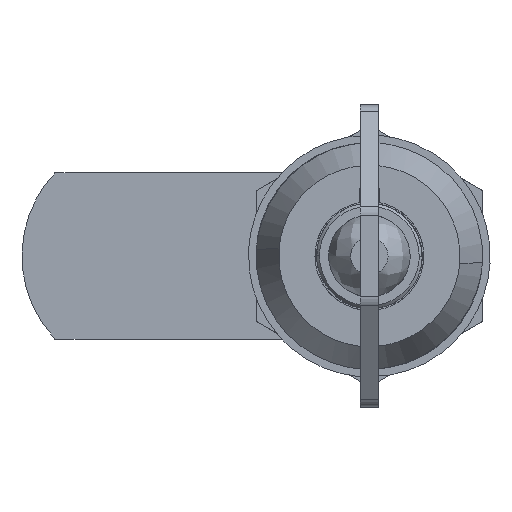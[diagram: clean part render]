
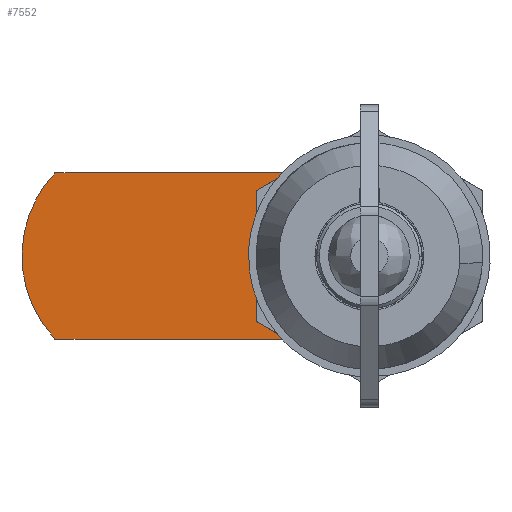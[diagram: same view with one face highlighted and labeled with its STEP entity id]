
A CAD part, front view. The second image highlights one B-rep face of the part: STEP entity #7552.
In plain terms, the highlighted free-form (B-spline) face has degree [1, 1] with [2, 2] control points.
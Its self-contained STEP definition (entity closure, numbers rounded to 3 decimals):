
#7312=CARTESIAN_POINT('',(1.7,14.0,-1.833));
#7313=VERTEX_POINT('',#7312);
#7314=CARTESIAN_POINT('',(-1.7,14.0,-1.833));
#7315=VERTEX_POINT('',#7314);
#7316=CARTESIAN_POINT('',(1.7,14.0,-1.833));
#7317=CARTESIAN_POINT('',(0.,14.,-3.41));
#7318=CARTESIAN_POINT('',(-1.7,14.0,-1.833));
#7326=(BOUNDED_CURVE()B_SPLINE_CURVE(2,(#7316,#7317,#7318),.UNSPECIFIED.,.F.,.U.)CURVE()GEOMETRIC_REPRESENTATION_ITEM()QUASI_UNIFORM_CURVE()RATIONAL_B_SPLINE_CURVE((1.0,0.733,1.0))REPRESENTATION_ITEM(''));
#7327=EDGE_CURVE('',#7313,#7315,#7326,.T.);
#7364=CARTESIAN_POINT('',(-1.7,14.0,1.833));
#7365=VERTEX_POINT('',#7364);
#7366=CARTESIAN_POINT('',(-1.7,14.0,-1.833));
#7367=CARTESIAN_POINT('',(-1.7,14.0,1.833));
#7368=QUASI_UNIFORM_CURVE('',1,(#7366,#7367),.UNSPECIFIED.,.F.,.U.);
#7369=EDGE_CURVE('',#7315,#7365,#7368,.T.);
#7401=CARTESIAN_POINT('',(1.7,14.0,1.833));
#7402=VERTEX_POINT('',#7401);
#7403=CARTESIAN_POINT('',(-1.7,14.0,1.833));
#7404=CARTESIAN_POINT('',(0.,14.0,3.41));
#7405=CARTESIAN_POINT('',(1.7,14.0,1.833));
#7413=(BOUNDED_CURVE()B_SPLINE_CURVE(2,(#7403,#7404,#7405),.UNSPECIFIED.,.F.,.U.)CURVE()GEOMETRIC_REPRESENTATION_ITEM()QUASI_UNIFORM_CURVE()RATIONAL_B_SPLINE_CURVE((1.0,0.733,1.0))REPRESENTATION_ITEM(''));
#7414=EDGE_CURVE('',#7365,#7402,#7413,.T.);
#7445=CARTESIAN_POINT('',(1.7,14.0,1.833));
#7446=CARTESIAN_POINT('',(1.7,14.0,-1.833));
#7447=QUASI_UNIFORM_CURVE('',1,(#7445,#7446),.UNSPECIFIED.,.F.,.U.);
#7448=EDGE_CURVE('',#7402,#7313,#7447,.T.);
#7460=CARTESIAN_POINT('',(6.528,14.0,6.049));
#7461=CARTESIAN_POINT('',(-24.405,14.0,6.049));
#7462=CARTESIAN_POINT('',(6.528,14.0,-6.049));
#7463=CARTESIAN_POINT('',(-24.405,14.0,-6.049));
#7464=B_SPLINE_SURFACE_WITH_KNOTS('',1,1,((#7460,#7462),(#7461,#7463)),.UNSPECIFIED.,.F.,.F.,.U.,(2,2),(2,2),(0.0,30.933),(0.0,12.099),.UNSPECIFIED.);
#7465=CARTESIAN_POINT('',(-2.,14.0,-5.5));
#7466=VERTEX_POINT('',#7465);
#7467=CARTESIAN_POINT('',(-20.809,14.0,-5.5));
#7468=VERTEX_POINT('',#7467);
#7469=CARTESIAN_POINT('',(-2.,14.0,-5.5));
#7470=CARTESIAN_POINT('',(-20.809,14.0,-5.5));
#7471=QUASI_UNIFORM_CURVE('',1,(#7469,#7470),.UNSPECIFIED.,.F.,.U.);
#7472=EDGE_CURVE('',#7466,#7468,#7471,.T.);
#7473=ORIENTED_EDGE('',*,*,#7472,.F.);
#7474=CARTESIAN_POINT('',(-2.,14.0,-4.031));
#7475=VERTEX_POINT('',#7474);
#7476=CARTESIAN_POINT('',(-2.,14.0,-4.031));
#7477=CARTESIAN_POINT('',(-2.,14.0,-5.5));
#7478=QUASI_UNIFORM_CURVE('',1,(#7476,#7477),.UNSPECIFIED.,.F.,.U.);
#7479=EDGE_CURVE('',#7475,#7466,#7478,.T.);
#7480=ORIENTED_EDGE('',*,*,#7479,.F.);
#7481=CARTESIAN_POINT('',(4.031,14.0,2.0));
#7482=VERTEX_POINT('',#7481);
#7483=CARTESIAN_POINT('',(4.031,14.0,2.0));
#7484=CARTESIAN_POINT('',(4.174,14.,1.712));
#7485=CARTESIAN_POINT('',(4.392,14.,1.12));
#7486=CARTESIAN_POINT('',(4.511,14.,0.306));
#7487=CARTESIAN_POINT('',(4.493,14.,-0.498));
#7488=CARTESIAN_POINT('',(4.349,14.,-1.262));
#7489=CARTESIAN_POINT('',(4.06,14.,-1.984));
#7490=CARTESIAN_POINT('',(3.67,14.,-2.637));
#7491=CARTESIAN_POINT('',(3.246,14.,-3.143));
#7492=CARTESIAN_POINT('',(2.684,14.,-3.634));
#7493=CARTESIAN_POINT('',(2.041,14.,-4.043));
#7494=CARTESIAN_POINT('',(1.124,14.,-4.4));
#7495=CARTESIAN_POINT('',(0.176,14.,-4.532));
#7496=CARTESIAN_POINT('',(-0.919,14.,-4.448));
#7497=CARTESIAN_POINT('',(-1.595,14.,-4.233));
#7498=CARTESIAN_POINT('',(-2.,14.0,-4.031));
#7499=B_SPLINE_CURVE_WITH_KNOTS('',3,(#7483,#7484,#7485,#7486,#7487,#7488,#7489,#7490,#7491,#7492,#7493,#7494,#7495,#7496,#7497,#7498),.UNSPECIFIED.,.F.,.U.,(4,1,1,1,1,1,1,1,1,1,1,1,1,4),(0.,0.964,1.884,2.453,3.373,4.205,4.775,5.651,6.176,7.008,7.928,9.111,9.856,11.214),.UNSPECIFIED.);
#7500=EDGE_CURVE('',#7482,#7475,#7499,.T.);
#7501=ORIENTED_EDGE('',*,*,#7500,.F.);
#7502=CARTESIAN_POINT('',(5.123,14.0,2.0));
#7503=VERTEX_POINT('',#7502);
#7504=CARTESIAN_POINT('',(5.123,14.0,2.0));
#7505=CARTESIAN_POINT('',(4.031,14.0,2.0));
#7506=QUASI_UNIFORM_CURVE('',1,(#7504,#7505),.UNSPECIFIED.,.F.,.U.);
#7507=EDGE_CURVE('',#7503,#7482,#7506,.T.);
#7508=ORIENTED_EDGE('',*,*,#7507,.F.);
#7509=CARTESIAN_POINT('',(0.0,14.0,5.5));
#7510=VERTEX_POINT('',#7509);
#7511=CARTESIAN_POINT('',(0.0,14.0,5.5));
#7512=CARTESIAN_POINT('',(3.757,14.,5.5));
#7513=CARTESIAN_POINT('',(5.123,14.0,2.0));
#7521=(BOUNDED_CURVE()B_SPLINE_CURVE(2,(#7511,#7512,#7513),.UNSPECIFIED.,.F.,.U.)CURVE()GEOMETRIC_REPRESENTATION_ITEM()QUASI_UNIFORM_CURVE()RATIONAL_B_SPLINE_CURVE((1.0,0.826,1.0))REPRESENTATION_ITEM(''));
#7522=EDGE_CURVE('',#7510,#7503,#7521,.T.);
#7523=ORIENTED_EDGE('',*,*,#7522,.F.);
#7524=CARTESIAN_POINT('',(-20.809,14.0,5.5));
#7525=VERTEX_POINT('',#7524);
#7526=CARTESIAN_POINT('',(-20.809,14.0,5.5));
#7527=CARTESIAN_POINT('',(0.0,14.0,5.5));
#7528=QUASI_UNIFORM_CURVE('',1,(#7526,#7527),.UNSPECIFIED.,.F.,.U.);
#7529=EDGE_CURVE('',#7525,#7510,#7528,.T.);
#7530=ORIENTED_EDGE('',*,*,#7529,.F.);
#7531=CARTESIAN_POINT('',(-20.809,14.0,-5.5));
#7532=CARTESIAN_POINT('',(-26.016,14.0,0.));
#7533=CARTESIAN_POINT('',(-20.809,14.0,5.5));
#7541=(BOUNDED_CURVE()B_SPLINE_CURVE(2,(#7531,#7532,#7533),.UNSPECIFIED.,.F.,.U.)CURVE()GEOMETRIC_REPRESENTATION_ITEM()QUASI_UNIFORM_CURVE()RATIONAL_B_SPLINE_CURVE((1.0,0.726,1.0))REPRESENTATION_ITEM(''));
#7542=EDGE_CURVE('',#7468,#7525,#7541,.T.);
#7543=ORIENTED_EDGE('',*,*,#7542,.F.);
#7544=EDGE_LOOP('',(#7473,#7480,#7501,#7508,#7523,#7530,#7543));
#7545=FACE_OUTER_BOUND('',#7544,.T.);
#7546=ORIENTED_EDGE('',*,*,#7448,.T.);
#7547=ORIENTED_EDGE('',*,*,#7327,.T.);
#7548=ORIENTED_EDGE('',*,*,#7369,.T.);
#7549=ORIENTED_EDGE('',*,*,#7414,.T.);
#7550=EDGE_LOOP('',(#7546,#7547,#7548,#7549));
#7551=FACE_BOUND('',#7550,.T.);
#7552=ADVANCED_FACE('',(#7545,#7551),#7464,.T.);
